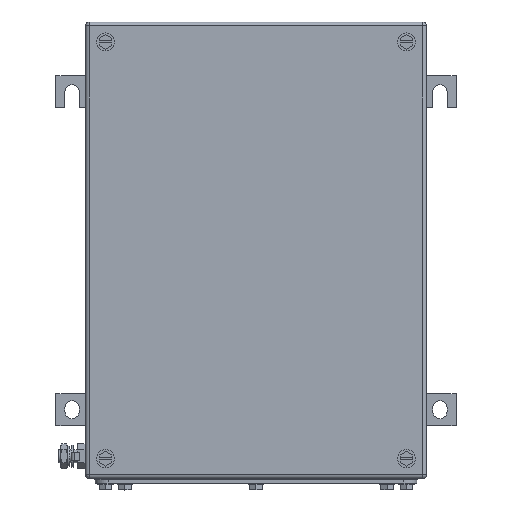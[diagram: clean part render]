
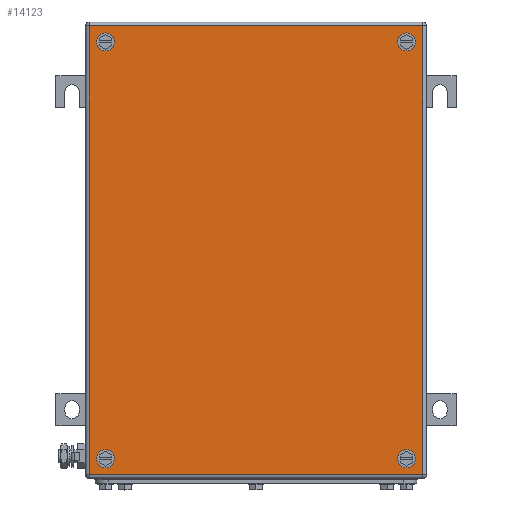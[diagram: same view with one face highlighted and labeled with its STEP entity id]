
A CAD part, top view. The second image highlights one B-rep face of the part: STEP entity #14123.
In plain terms, the highlighted planar face has unit normal (0, 0, 1).
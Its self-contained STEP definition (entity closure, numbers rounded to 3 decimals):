
#13997=AXIS2_PLACEMENT_3D('Circle Axis2P3D',#13995,#13996,$) ;
#14024=AXIS2_PLACEMENT_3D('Plane Axis2P3D',#14021,#14022,#14023) ;
#14062=AXIS2_PLACEMENT_3D('Circle Axis2P3D',#14060,#14061,$) ;
#14071=AXIS2_PLACEMENT_3D('Circle Axis2P3D',#14069,#14070,$) ;
#14080=AXIS2_PLACEMENT_3D('Circle Axis2P3D',#14078,#14079,$) ;
#14089=AXIS2_PLACEMENT_3D('Circle Axis2P3D',#14087,#14088,$) ;
#14098=AXIS2_PLACEMENT_3D('Circle Axis2P3D',#14096,#14097,$) ;
#14107=AXIS2_PLACEMENT_3D('Circle Axis2P3D',#14105,#14106,$) ;
#14116=AXIS2_PLACEMENT_3D('Circle Axis2P3D',#14114,#14115,$) ;
#13992=CARTESIAN_POINT('Vertex',(41.5,348.5,203.5)) ;
#13995=CARTESIAN_POINT('Axis2P3D Location',(38.,348.5,203.5)) ;
#13999=CARTESIAN_POINT('Vertex',(34.5,348.5,203.5)) ;
#14021=CARTESIAN_POINT('Axis2P3D Location',(155.5,186.,203.5)) ;
#14026=CARTESIAN_POINT('Line Origine',(155.5,360.5,203.5)) ;
#14030=CARTESIAN_POINT('Vertex',(285.,360.5,203.5)) ;
#14032=CARTESIAN_POINT('Vertex',(26.,360.5,203.5)) ;
#14035=CARTESIAN_POINT('Line Origine',(26.,186.,203.5)) ;
#14039=CARTESIAN_POINT('Vertex',(26.,11.5,203.5)) ;
#14042=CARTESIAN_POINT('Line Origine',(155.5,11.5,203.5)) ;
#14046=CARTESIAN_POINT('Vertex',(285.,11.5,203.5)) ;
#14049=CARTESIAN_POINT('Line Origine',(285.,186.,203.5)) ;
#14060=CARTESIAN_POINT('Axis2P3D Location',(38.,348.5,203.5)) ;
#14069=CARTESIAN_POINT('Axis2P3D Location',(38.,23.5,203.5)) ;
#14073=CARTESIAN_POINT('Vertex',(34.5,23.5,203.5)) ;
#14075=CARTESIAN_POINT('Vertex',(41.5,23.5,203.5)) ;
#14078=CARTESIAN_POINT('Axis2P3D Location',(38.,23.5,203.5)) ;
#14087=CARTESIAN_POINT('Axis2P3D Location',(273.,23.5,203.5)) ;
#14091=CARTESIAN_POINT('Vertex',(276.5,23.5,203.5)) ;
#14093=CARTESIAN_POINT('Vertex',(269.5,23.5,203.5)) ;
#14096=CARTESIAN_POINT('Axis2P3D Location',(273.,23.5,203.5)) ;
#14105=CARTESIAN_POINT('Axis2P3D Location',(273.,348.5,203.5)) ;
#14109=CARTESIAN_POINT('Vertex',(276.5,348.5,203.5)) ;
#14111=CARTESIAN_POINT('Vertex',(269.5,348.5,203.5)) ;
#14114=CARTESIAN_POINT('Axis2P3D Location',(273.,348.5,203.5)) ;
#13996=DIRECTION('Axis2P3D Direction',(0.,0.,1.)) ;
#14022=DIRECTION('Axis2P3D Direction',(0.,0.,1.)) ;
#14023=DIRECTION('Axis2P3D XDirection',(1.,0.,0.)) ;
#14027=DIRECTION('Vector Direction',(1.,0.,0.)) ;
#14036=DIRECTION('Vector Direction',(0.,-1.,0.)) ;
#14043=DIRECTION('Vector Direction',(1.,0.,0.)) ;
#14050=DIRECTION('Vector Direction',(0.,1.,0.)) ;
#14061=DIRECTION('Axis2P3D Direction',(0.,0.,1.)) ;
#14070=DIRECTION('Axis2P3D Direction',(0.,0.,1.)) ;
#14079=DIRECTION('Axis2P3D Direction',(0.,0.,1.)) ;
#14088=DIRECTION('Axis2P3D Direction',(0.,0.,1.)) ;
#14097=DIRECTION('Axis2P3D Direction',(0.,0.,1.)) ;
#14106=DIRECTION('Axis2P3D Direction',(0.,0.,1.)) ;
#14115=DIRECTION('Axis2P3D Direction',(0.,0.,1.)) ;
#14028=VECTOR('Line Direction',#14027,1.) ;
#14037=VECTOR('Line Direction',#14036,1.) ;
#14044=VECTOR('Line Direction',#14043,1.) ;
#14051=VECTOR('Line Direction',#14050,1.) ;
#14055=ORIENTED_EDGE('',*,*,#14034,.T.) ;
#14056=ORIENTED_EDGE('',*,*,#14041,.T.) ;
#14057=ORIENTED_EDGE('',*,*,#14048,.T.) ;
#14058=ORIENTED_EDGE('',*,*,#14053,.T.) ;
#14066=ORIENTED_EDGE('',*,*,#14064,.F.) ;
#14067=ORIENTED_EDGE('',*,*,#14001,.F.) ;
#14084=ORIENTED_EDGE('',*,*,#14077,.F.) ;
#14085=ORIENTED_EDGE('',*,*,#14082,.F.) ;
#14102=ORIENTED_EDGE('',*,*,#14095,.F.) ;
#14103=ORIENTED_EDGE('',*,*,#14100,.F.) ;
#14120=ORIENTED_EDGE('',*,*,#14113,.F.) ;
#14121=ORIENTED_EDGE('',*,*,#14118,.F.) ;
#14068=FACE_BOUND('',#14065,.T.) ;
#14086=FACE_BOUND('',#14083,.T.) ;
#14104=FACE_BOUND('',#14101,.T.) ;
#14122=FACE_BOUND('',#14119,.T.) ;
#14123=ADVANCED_FACE('ZUB_KTB_FS_352620_1GP_AllCATPart.1\\ZUB_DE_KTB_FS_260x260.1\\DE_KTB_MH_PART_MASTER.1\\Koerper.2',(#14059,#14068,#14086,#14104,#14122),#14025,.T.) ;
#13998=CIRCLE('generated circle',#13997,3.5) ;
#14063=CIRCLE('generated circle',#14062,3.5) ;
#14072=CIRCLE('generated circle',#14071,3.5) ;
#14081=CIRCLE('generated circle',#14080,3.5) ;
#14090=CIRCLE('generated circle',#14089,3.5) ;
#14099=CIRCLE('generated circle',#14098,3.5) ;
#14108=CIRCLE('generated circle',#14107,3.5) ;
#14117=CIRCLE('generated circle',#14116,3.5) ;
#14001=EDGE_CURVE('',#13993,#14000,#13998,.T.) ;
#14034=EDGE_CURVE('',#14031,#14033,#14029,.F.) ;
#14041=EDGE_CURVE('',#14033,#14040,#14038,.T.) ;
#14048=EDGE_CURVE('',#14040,#14047,#14045,.T.) ;
#14053=EDGE_CURVE('',#14047,#14031,#14052,.T.) ;
#14064=EDGE_CURVE('',#14000,#13993,#14063,.T.) ;
#14077=EDGE_CURVE('',#14074,#14076,#14072,.T.) ;
#14082=EDGE_CURVE('',#14076,#14074,#14081,.T.) ;
#14095=EDGE_CURVE('',#14092,#14094,#14090,.T.) ;
#14100=EDGE_CURVE('',#14094,#14092,#14099,.T.) ;
#14113=EDGE_CURVE('',#14110,#14112,#14108,.T.) ;
#14118=EDGE_CURVE('',#14112,#14110,#14117,.T.) ;
#14054=EDGE_LOOP('',(#14055,#14056,#14057,#14058)) ;
#14065=EDGE_LOOP('',(#14066,#14067)) ;
#14083=EDGE_LOOP('',(#14084,#14085)) ;
#14101=EDGE_LOOP('',(#14102,#14103)) ;
#14119=EDGE_LOOP('',(#14120,#14121)) ;
#14059=FACE_OUTER_BOUND('',#14054,.T.) ;
#14029=LINE('Line',#14026,#14028) ;
#14038=LINE('Line',#14035,#14037) ;
#14045=LINE('Line',#14042,#14044) ;
#14052=LINE('Line',#14049,#14051) ;
#14025=PLANE('',#14024) ;
#13993=VERTEX_POINT('',#13992) ;
#14000=VERTEX_POINT('',#13999) ;
#14031=VERTEX_POINT('',#14030) ;
#14033=VERTEX_POINT('',#14032) ;
#14040=VERTEX_POINT('',#14039) ;
#14047=VERTEX_POINT('',#14046) ;
#14074=VERTEX_POINT('',#14073) ;
#14076=VERTEX_POINT('',#14075) ;
#14092=VERTEX_POINT('',#14091) ;
#14094=VERTEX_POINT('',#14093) ;
#14110=VERTEX_POINT('',#14109) ;
#14112=VERTEX_POINT('',#14111) ;
